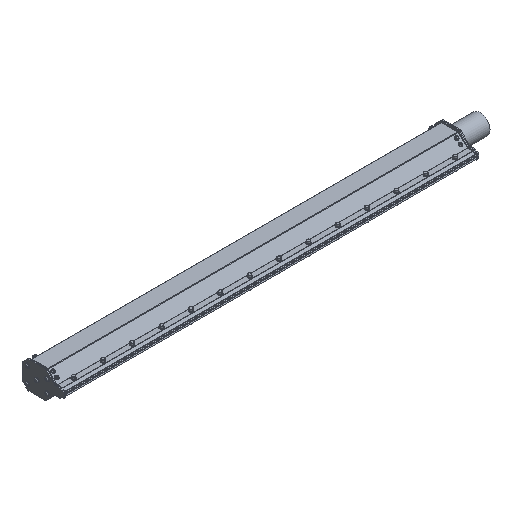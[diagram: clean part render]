
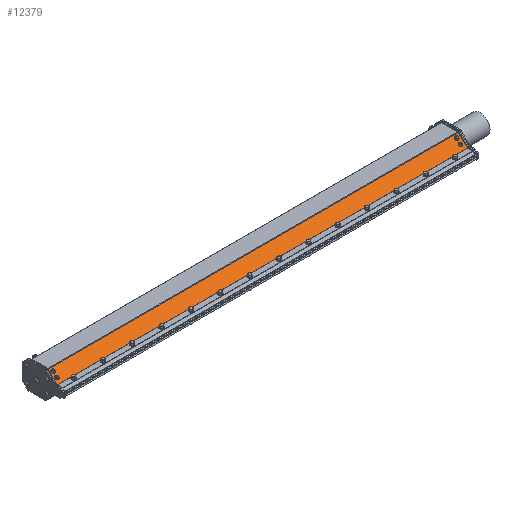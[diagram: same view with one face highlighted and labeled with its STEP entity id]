
A CAD part, isometric view. The second image highlights one B-rep face of the part: STEP entity #12379.
In plain terms, the highlighted planar face has unit normal (0, -0.707, 0.707).
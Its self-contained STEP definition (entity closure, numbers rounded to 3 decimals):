
#871=LINE('',#61474,#1289);
#1004=LINE('',#61922,#1422);
#1101=LINE('',#62215,#1519);
#1103=LINE('',#62218,#1521);
#1289=VECTOR('',#16617,0.394);
#1422=VECTOR('',#17054,0.394);
#1519=VECTOR('',#17371,0.394);
#1521=VECTOR('',#17375,0.394);
#2088=PLANE('',#13933);
#2763=FACE_BOUND('',#4794,.T.);
#2764=FACE_BOUND('',#4795,.T.);
#2765=FACE_BOUND('',#4796,.T.);
#2766=FACE_BOUND('',#4797,.T.);
#3607=FACE_OUTER_BOUND('',#4793,.T.);
#4793=EDGE_LOOP('',(#11336,#11337,#11338,#11339));
#4794=EDGE_LOOP('',(#11340));
#4795=EDGE_LOOP('',(#11341));
#4796=EDGE_LOOP('',(#11342));
#4797=EDGE_LOOP('',(#11343));
#5386=CIRCLE('',#13507,0.177);
#5391=CIRCLE('',#13517,0.177);
#5406=CIRCLE('',#13547,0.177);
#5432=CIRCLE('',#13599,0.177);
#6370=VERTEX_POINT('',#61109);
#6375=VERTEX_POINT('',#61124);
#6390=VERTEX_POINT('',#61169);
#6416=VERTEX_POINT('',#61247);
#6474=VERTEX_POINT('',#61471);
#6475=VERTEX_POINT('',#61473);
#6637=VERTEX_POINT('',#61919);
#6638=VERTEX_POINT('',#61921);
#7798=EDGE_CURVE('',#6370,#6370,#5386,.T.);
#7803=EDGE_CURVE('',#6375,#6375,#5391,.T.);
#7818=EDGE_CURVE('',#6390,#6390,#5406,.T.);
#7844=EDGE_CURVE('',#6416,#6416,#5432,.T.);
#7926=EDGE_CURVE('',#6475,#6474,#871,.T.);
#8150=EDGE_CURVE('',#6637,#6638,#1004,.T.);
#8298=EDGE_CURVE('',#6475,#6637,#1101,.T.);
#8300=EDGE_CURVE('',#6638,#6474,#1103,.T.);
#11336=ORIENTED_EDGE('',*,*,#8298,.F.);
#11337=ORIENTED_EDGE('',*,*,#7926,.T.);
#11338=ORIENTED_EDGE('',*,*,#8300,.F.);
#11339=ORIENTED_EDGE('',*,*,#8150,.F.);
#11340=ORIENTED_EDGE('',*,*,#7798,.T.);
#11341=ORIENTED_EDGE('',*,*,#7803,.T.);
#11342=ORIENTED_EDGE('',*,*,#7818,.T.);
#11343=ORIENTED_EDGE('',*,*,#7844,.T.);
#12379=ADVANCED_FACE('',(#3607,#2763,#2764,#2765,#2766),#2088,.T.);
#13507=AXIS2_PLACEMENT_3D('',#61110,#16266,#16267);
#13517=AXIS2_PLACEMENT_3D('',#61125,#16286,#16287);
#13547=AXIS2_PLACEMENT_3D('',#61170,#16346,#16347);
#13599=AXIS2_PLACEMENT_3D('',#61248,#16450,#16451);
#13933=AXIS2_PLACEMENT_3D('',#62217,#17373,#17374);
#16266=DIRECTION('center_axis',(0.,0.707,
-0.707));
#16267=DIRECTION('ref_axis',(1.,-0.004,-0.004));
#16286=DIRECTION('center_axis',(0.,0.707,
-0.707));
#16287=DIRECTION('ref_axis',(1.,-0.003,-0.003));
#16346=DIRECTION('center_axis',(0.,0.707,
-0.707));
#16347=DIRECTION('ref_axis',(1.,-0.004,-0.004));
#16450=DIRECTION('center_axis',(0.,0.707,
-0.707));
#16451=DIRECTION('ref_axis',(1.,-0.004,-0.004));
#16617=DIRECTION('',(0.,0.707,0.707));
#17054=DIRECTION('',(0.,0.707,0.707));
#17371=DIRECTION('',(-1.,0.,0.));
#17373=DIRECTION('center_axis',(0.,-0.707,
0.707));
#17374=DIRECTION('ref_axis',(0.,0.707,0.707));
#17375=DIRECTION('',(1.,0.,0.));
#61109=CARTESIAN_POINT('',(-34.839,-1.055,1.017));
#61110=CARTESIAN_POINT('Origin',(-35.017,-1.054,1.018));
#61124=CARTESIAN_POINT('',(6.411,-1.431,0.641));
#61125=CARTESIAN_POINT('Origin',(6.233,-1.43,0.642));
#61169=CARTESIAN_POINT('',(-34.839,-1.431,0.641));
#61170=CARTESIAN_POINT('Origin',(-35.017,-1.43,0.642));
#61247=CARTESIAN_POINT('',(6.411,-1.055,1.017));
#61248=CARTESIAN_POINT('Origin',(6.233,-1.054,1.018));
#61471=CARTESIAN_POINT('',(6.608,-0.838,1.234));
#61473=CARTESIAN_POINT('',(6.608,-1.761,0.31));
#61474=CARTESIAN_POINT('',(6.608,-1.77,0.302));
#61919=CARTESIAN_POINT('',(-35.392,-1.761,0.31));
#61921=CARTESIAN_POINT('',(-35.392,-0.838,1.234));
#61922=CARTESIAN_POINT('',(-35.392,-1.77,0.302));
#62215=CARTESIAN_POINT('',(6.608,-1.761,0.31));
#62217=CARTESIAN_POINT('Origin',(6.608,-1.77,0.302));
#62218=CARTESIAN_POINT('',(6.608,-0.838,1.234));
